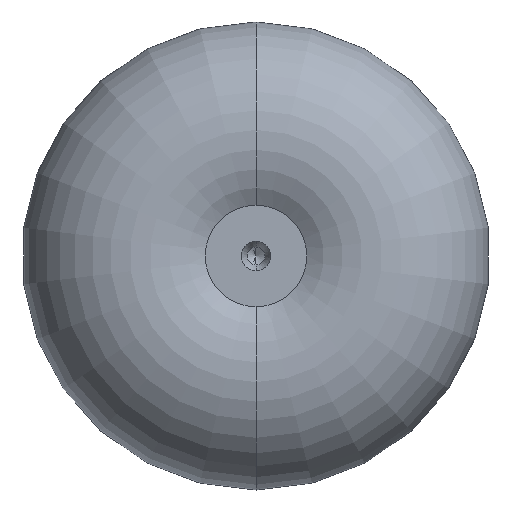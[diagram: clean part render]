
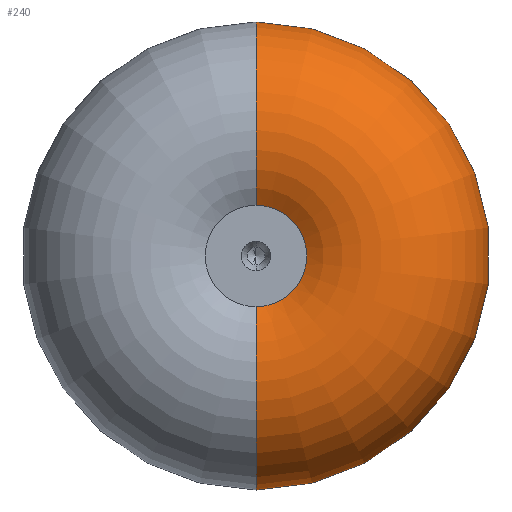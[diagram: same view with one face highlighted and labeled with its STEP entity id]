
A CAD part, front view. The second image highlights one B-rep face of the part: STEP entity #240.
In plain terms, the highlighted toroidal (fillet/blend) face has major radius 8 mm and minor radius 8 mm.
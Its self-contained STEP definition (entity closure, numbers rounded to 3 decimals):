
#24 = VERTEX_POINT ( 'NONE', #34 ) ;
#34 = CARTESIAN_POINT ( 'NONE',  ( 0., 14.191, 13.067 ) ) ;
#36 = FACE_OUTER_BOUND ( 'NONE', #570, .T. ) ;
#44 = DIRECTION ( 'NONE',  ( 0., 0., 1. ) ) ;
#58 = CIRCLE ( 'NONE', #512, 3.466 ) ;
#66 = AXIS2_PLACEMENT_3D ( 'NONE', #466, #147, #320 ) ;
#84 = AXIS2_PLACEMENT_3D ( 'NONE', #160, #428, #44 ) ;
#116 = CIRCLE ( 'NONE', #677, 8. ) ;
#135 = CARTESIAN_POINT ( 'NONE',  ( 0., 1.409, 3.466 ) ) ;
#147 = DIRECTION ( 'NONE',  ( 0., 1., 0. ) ) ;
#157 = DIRECTION ( 'NONE',  ( 0., 0., -1. ) ) ;
#160 = CARTESIAN_POINT ( 'NONE',  ( 0., 8., 0. ) ) ;
#176 = EDGE_CURVE ( 'NONE', #681, #817, #116, .T. ) ;
#189 = CIRCLE ( 'NONE', #258, 8. ) ;
#217 = ORIENTED_EDGE ( 'NONE', *, *, #697, .F. ) ;
#240 = ADVANCED_FACE ( 'NONE', ( #36 ), #265, .T. ) ;
#258 = AXIS2_PLACEMENT_3D ( 'NONE', #349, #412, #536 ) ;
#265 = TOROIDAL_SURFACE ( 'NONE', #84, 8., 8. ) ;
#296 = CARTESIAN_POINT ( 'NONE',  ( 0., 8., -8. ) ) ;
#320 = DIRECTION ( 'NONE',  ( 0., 0., -1. ) ) ;
#330 = EDGE_CURVE ( 'NONE', #24, #817, #623, .T. ) ;
#349 = CARTESIAN_POINT ( 'NONE',  ( 0., 8., 8. ) ) ;
#412 = DIRECTION ( 'NONE',  ( -1., 0., 0. ) ) ;
#414 = CARTESIAN_POINT ( 'NONE',  ( 0., 1.409, 0. ) ) ;
#417 = CARTESIAN_POINT ( 'NONE',  ( 0., 14.191, -13.067 ) ) ;
#419 = DIRECTION ( 'NONE',  ( 1., 0., 0. ) ) ;
#428 = DIRECTION ( 'NONE',  ( 0., 1., 0. ) ) ;
#466 = CARTESIAN_POINT ( 'NONE',  ( 0., 14.191, 0. ) ) ;
#494 = ORIENTED_EDGE ( 'NONE', *, *, #330, .F. ) ;
#512 = AXIS2_PLACEMENT_3D ( 'NONE', #414, #658, #545 ) ;
#536 = DIRECTION ( 'NONE',  ( 0., 0., 1. ) ) ;
#540 = ORIENTED_EDGE ( 'NONE', *, *, #815, .F. ) ;
#545 = DIRECTION ( 'NONE',  ( 0., 0., 1. ) ) ;
#550 = VERTEX_POINT ( 'NONE', #135 ) ;
#570 = EDGE_LOOP ( 'NONE', ( #540, #651, #494, #217 ) ) ;
#585 = CARTESIAN_POINT ( 'NONE',  ( 0., 1.409, -3.466 ) ) ;
#623 = CIRCLE ( 'NONE', #66, 13.067 ) ;
#651 = ORIENTED_EDGE ( 'NONE', *, *, #176, .T. ) ;
#658 = DIRECTION ( 'NONE',  ( 0., -1., 0. ) ) ;
#677 = AXIS2_PLACEMENT_3D ( 'NONE', #296, #419, #157 ) ;
#681 = VERTEX_POINT ( 'NONE', #585 ) ;
#697 = EDGE_CURVE ( 'NONE', #550, #24, #189, .T. ) ;
#815 = EDGE_CURVE ( 'NONE', #681, #550, #58, .T. ) ;
#817 = VERTEX_POINT ( 'NONE', #417 ) ;
